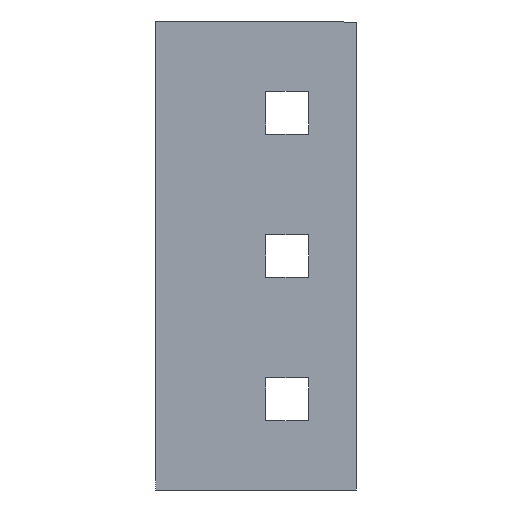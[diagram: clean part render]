
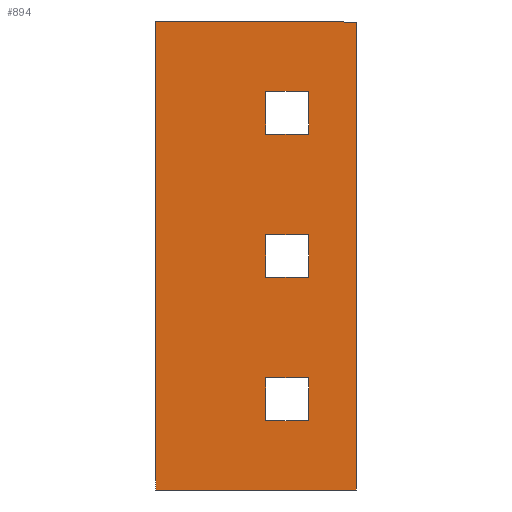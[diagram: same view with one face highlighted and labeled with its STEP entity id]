
A CAD part, left-side view. The second image highlights one B-rep face of the part: STEP entity #894.
In plain terms, the highlighted planar face has unit normal (-1, 0, 0).
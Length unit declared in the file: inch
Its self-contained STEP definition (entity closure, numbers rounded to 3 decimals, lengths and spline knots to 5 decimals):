
#24 = CARTESIAN_POINT ( 'NONE',  ( -9.42913, 0.3937, 1.35827 ) ) ;
#34 = VERTEX_POINT ( 'NONE', #731 ) ;
#49 = EDGE_LOOP ( 'NONE', ( #491, #188, #197, #898 ) ) ;
#61 = EDGE_CURVE ( 'NONE', #504, #680, #934, .T. ) ;
#73 = DIRECTION ( 'NONE',  ( 0., 1., 0. ) ) ;
#79 = DIRECTION ( 'NONE',  ( 0., 0., 1. ) ) ;
#83 = FACE_BOUND ( 'NONE', #679, .T. ) ;
#89 = CARTESIAN_POINT ( 'NONE',  ( -9.42913, 0.3937, -1.00394 ) ) ;
#94 = CARTESIAN_POINT ( 'NONE',  ( -9.42913, 0., 13.07043 ) ) ;
#113 = DIRECTION ( 'NONE',  ( 0., -1., 0. ) ) ;
#119 = LINE ( 'NONE', #487, #952 ) ;
#121 = CARTESIAN_POINT ( 'NONE',  ( -9.42913, 0.74803, 13.07043 ) ) ;
#125 = CARTESIAN_POINT ( 'NONE',  ( -9.42913, 0., 1.35827 ) ) ;
#140 = EDGE_CURVE ( 'NONE', #1163, #34, #309, .T. ) ;
#143 = VECTOR ( 'NONE', #837, 39.37008 ) ;
#152 = CARTESIAN_POINT ( 'NONE',  ( -9.42913, 0.3937, 1.00394 ) ) ;
#169 = CARTESIAN_POINT ( 'NONE',  ( -9.42913, 0.74803, 1.35827 ) ) ;
#175 = EDGE_CURVE ( 'NONE', #584, #1060, #386, .T. ) ;
#182 = EDGE_CURVE ( 'NONE', #473, #1163, #762, .T. ) ;
#188 = ORIENTED_EDGE ( 'NONE', *, *, #539, .T. ) ;
#191 = PLANE ( 'NONE',  #1070 ) ;
#195 = CARTESIAN_POINT ( 'NONE',  ( -9.42913, 0.74803, -1.35827 ) ) ;
#197 = ORIENTED_EDGE ( 'NONE', *, *, #678, .T. ) ;
#203 = VECTOR ( 'NONE', #979, 39.37008 ) ;
#204 = CARTESIAN_POINT ( 'NONE',  ( -9.42913, 1.65354, -1.92913 ) ) ;
#208 = DIRECTION ( 'NONE',  ( 0., 0., 1. ) ) ;
#211 = DIRECTION ( 'NONE',  ( 0., -1., 0. ) ) ;
#224 = CARTESIAN_POINT ( 'NONE',  ( -9.42913, 0., 0.17717 ) ) ;
#235 = EDGE_CURVE ( 'NONE', #1015, #1171, #296, .T. ) ;
#250 = EDGE_CURVE ( 'NONE', #439, #923, #1168, .T. ) ;
#296 = LINE ( 'NONE', #1046, #454 ) ;
#303 = LINE ( 'NONE', #410, #393 ) ;
#308 = LINE ( 'NONE', #1031, #1110 ) ;
#309 = LINE ( 'NONE', #121, #879 ) ;
#315 = VECTOR ( 'NONE', #73, 39.37008 ) ;
#347 = FACE_OUTER_BOUND ( 'NONE', #428, .T. ) ;
#351 = EDGE_CURVE ( 'NONE', #883, #1089, #805, .T. ) ;
#364 = CARTESIAN_POINT ( 'NONE',  ( -9.42913, 0., -1.35827 ) ) ;
#371 = VECTOR ( 'NONE', #211, 39.37008 ) ;
#375 = VECTOR ( 'NONE', #695, 39.37008 ) ;
#386 = LINE ( 'NONE', #1035, #840 ) ;
#390 = CARTESIAN_POINT ( 'NONE',  ( -9.42913, 1.65354, 1.92913 ) ) ;
#393 = VECTOR ( 'NONE', #938, 39.37008 ) ;
#394 = ORIENTED_EDGE ( 'NONE', *, *, #713, .T. ) ;
#410 = CARTESIAN_POINT ( 'NONE',  ( -9.42913, 0.3937, 13.07043 ) ) ;
#414 = ORIENTED_EDGE ( 'NONE', *, *, #235, .T. ) ;
#428 = EDGE_LOOP ( 'NONE', ( #773, #824, #631, #785 ) ) ;
#434 = VERTEX_POINT ( 'NONE', #1096 ) ;
#439 = VERTEX_POINT ( 'NONE', #654 ) ;
#445 = DIRECTION ( 'NONE',  ( -1., 0., 0. ) ) ;
#447 = ORIENTED_EDGE ( 'NONE', *, *, #250, .T. ) ;
#454 = VECTOR ( 'NONE', #208, 39.37008 ) ;
#458 = FACE_BOUND ( 'NONE', #49, .T. ) ;
#468 = CARTESIAN_POINT ( 'NONE',  ( -9.42913, 0., -1.92913 ) ) ;
#472 = VECTOR ( 'NONE', #716, 39.37008 ) ;
#473 = VERTEX_POINT ( 'NONE', #1099 ) ;
#474 = LINE ( 'NONE', #125, #371 ) ;
#487 = CARTESIAN_POINT ( 'NONE',  ( -9.42913, 0.3937, 13.07043 ) ) ;
#491 = ORIENTED_EDGE ( 'NONE', *, *, #140, .T. ) ;
#492 = VECTOR ( 'NONE', #736, 39.37008 ) ;
#504 = VERTEX_POINT ( 'NONE', #468 ) ;
#520 = LINE ( 'NONE', #610, #315 ) ;
#525 = DIRECTION ( 'NONE',  ( 0., 1., 0. ) ) ;
#537 = FACE_BOUND ( 'NONE', #1042, .T. ) ;
#539 = EDGE_CURVE ( 'NONE', #34, #434, #865, .T. ) ;
#567 = EDGE_CURVE ( 'NONE', #584, #680, #308, .T. ) ;
#584 = VERTEX_POINT ( 'NONE', #390 ) ;
#599 = DIRECTION ( 'NONE',  ( 0., 0., -1. ) ) ;
#606 = VECTOR ( 'NONE', #525, 39.37008 ) ;
#610 = CARTESIAN_POINT ( 'NONE',  ( -9.42913, 0., -1.92913 ) ) ;
#631 = ORIENTED_EDGE ( 'NONE', *, *, #567, .F. ) ;
#632 = CARTESIAN_POINT ( 'NONE',  ( -9.42913, 0.3937, -1.35827 ) ) ;
#636 = ORIENTED_EDGE ( 'NONE', *, *, #790, .T. ) ;
#654 = CARTESIAN_POINT ( 'NONE',  ( -9.42913, 0.74803, 1.00394 ) ) ;
#678 = EDGE_CURVE ( 'NONE', #434, #473, #119, .T. ) ;
#679 = EDGE_LOOP ( 'NONE', ( #447, #709, #795, #636 ) ) ;
#680 = VERTEX_POINT ( 'NONE', #1050 ) ;
#681 = DIRECTION ( 'NONE',  ( 0., 0., -1. ) ) ;
#683 = DIRECTION ( 'NONE',  ( 0., 1., 0. ) ) ;
#695 = DIRECTION ( 'NONE',  ( 0., -1., 0. ) ) ;
#705 = LINE ( 'NONE', #1079, #375 ) ;
#709 = ORIENTED_EDGE ( 'NONE', *, *, #971, .T. ) ;
#711 = CARTESIAN_POINT ( 'NONE',  ( -9.42913, 0.3937, 13.07043 ) ) ;
#712 = VERTEX_POINT ( 'NONE', #152 ) ;
#713 = EDGE_CURVE ( 'NONE', #1171, #883, #705, .T. ) ;
#716 = DIRECTION ( 'NONE',  ( 0., 0., 1. ) ) ;
#731 = CARTESIAN_POINT ( 'NONE',  ( -9.42913, 0.74803, 0.17717 ) ) ;
#736 = DIRECTION ( 'NONE',  ( 0., 0., 1. ) ) ;
#758 = EDGE_CURVE ( 'NONE', #504, #1060, #520, .T. ) ;
#762 = LINE ( 'NONE', #965, #929 ) ;
#773 = ORIENTED_EDGE ( 'NONE', *, *, #758, .F. ) ;
#785 = ORIENTED_EDGE ( 'NONE', *, *, #175, .T. ) ;
#790 = EDGE_CURVE ( 'NONE', #712, #439, #1165, .T. ) ;
#795 = ORIENTED_EDGE ( 'NONE', *, *, #1166, .T. ) ;
#805 = LINE ( 'NONE', #711, #203 ) ;
#807 = ORIENTED_EDGE ( 'NONE', *, *, #889, .T. ) ;
#824 = ORIENTED_EDGE ( 'NONE', *, *, #61, .T. ) ;
#828 = CARTESIAN_POINT ( 'NONE',  ( -9.42913, 0., 0. ) ) ;
#837 = DIRECTION ( 'NONE',  ( 0., 1., 0. ) ) ;
#840 = VECTOR ( 'NONE', #599, 39.37008 ) ;
#865 = LINE ( 'NONE', #224, #1087 ) ;
#870 = CARTESIAN_POINT ( 'NONE',  ( -9.42913, 0.74803, -0.17717 ) ) ;
#879 = VECTOR ( 'NONE', #1059, 39.37008 ) ;
#883 = VERTEX_POINT ( 'NONE', #89 ) ;
#889 = EDGE_CURVE ( 'NONE', #1089, #1015, #915, .T. ) ;
#894 = ADVANCED_FACE ( 'NONE', ( #458, #83, #537, #347 ), #191, .T. ) ;
#898 = ORIENTED_EDGE ( 'NONE', *, *, #182, .T. ) ;
#915 = LINE ( 'NONE', #364, #143 ) ;
#923 = VERTEX_POINT ( 'NONE', #169 ) ;
#929 = VECTOR ( 'NONE', #683, 39.37008 ) ;
#934 = LINE ( 'NONE', #828, #492 ) ;
#938 = DIRECTION ( 'NONE',  ( 0., 0., -1. ) ) ;
#952 = VECTOR ( 'NONE', #681, 39.37008 ) ;
#957 = DIRECTION ( 'NONE',  ( 0., -1., 0. ) ) ;
#965 = CARTESIAN_POINT ( 'NONE',  ( -9.42913, 0., -0.17717 ) ) ;
#967 = ORIENTED_EDGE ( 'NONE', *, *, #351, .T. ) ;
#971 = EDGE_CURVE ( 'NONE', #923, #1107, #474, .T. ) ;
#979 = DIRECTION ( 'NONE',  ( 0., 0., -1. ) ) ;
#1015 = VERTEX_POINT ( 'NONE', #195 ) ;
#1031 = CARTESIAN_POINT ( 'NONE',  ( -9.42913, 0., 1.92913 ) ) ;
#1035 = CARTESIAN_POINT ( 'NONE',  ( -9.42913, 1.65354, 13.07043 ) ) ;
#1042 = EDGE_LOOP ( 'NONE', ( #414, #394, #967, #807 ) ) ;
#1046 = CARTESIAN_POINT ( 'NONE',  ( -9.42913, 0.74803, 13.07043 ) ) ;
#1050 = CARTESIAN_POINT ( 'NONE',  ( -9.42913, 0., 1.92913 ) ) ;
#1059 = DIRECTION ( 'NONE',  ( 0., 0., 1. ) ) ;
#1060 = VERTEX_POINT ( 'NONE', #204 ) ;
#1070 = AXIS2_PLACEMENT_3D ( 'NONE', #94, #445, #79 ) ;
#1079 = CARTESIAN_POINT ( 'NONE',  ( -9.42913, 0., -1.00394 ) ) ;
#1086 = CARTESIAN_POINT ( 'NONE',  ( -9.42913, 0.74803, 13.07043 ) ) ;
#1087 = VECTOR ( 'NONE', #113, 39.37008 ) ;
#1089 = VERTEX_POINT ( 'NONE', #632 ) ;
#1096 = CARTESIAN_POINT ( 'NONE',  ( -9.42913, 0.3937, 0.17717 ) ) ;
#1099 = CARTESIAN_POINT ( 'NONE',  ( -9.42913, 0.3937, -0.17717 ) ) ;
#1107 = VERTEX_POINT ( 'NONE', #24 ) ;
#1110 = VECTOR ( 'NONE', #957, 39.37008 ) ;
#1142 = CARTESIAN_POINT ( 'NONE',  ( -9.42913, 0.74803, -1.00394 ) ) ;
#1163 = VERTEX_POINT ( 'NONE', #870 ) ;
#1165 = LINE ( 'NONE', #1177, #606 ) ;
#1166 = EDGE_CURVE ( 'NONE', #1107, #712, #303, .T. ) ;
#1168 = LINE ( 'NONE', #1086, #472 ) ;
#1171 = VERTEX_POINT ( 'NONE', #1142 ) ;
#1177 = CARTESIAN_POINT ( 'NONE',  ( -9.42913, 0., 1.00394 ) ) ;
